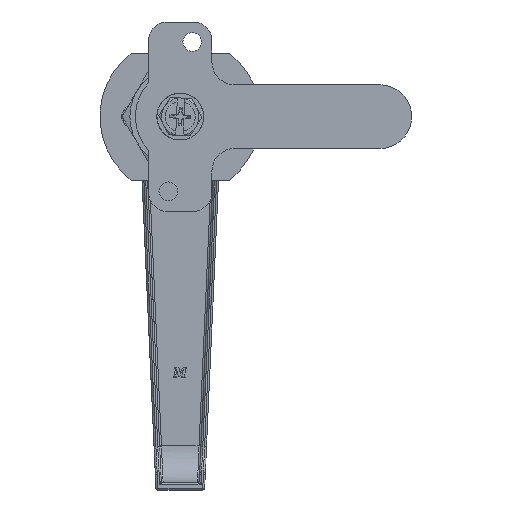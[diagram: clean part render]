
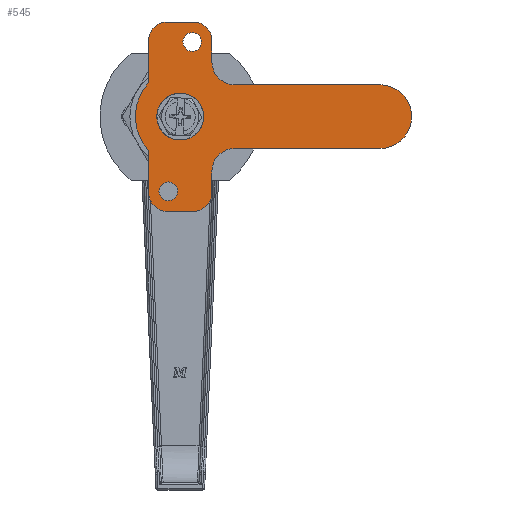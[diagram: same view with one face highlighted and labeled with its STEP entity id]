
A CAD part, front view. The second image highlights one B-rep face of the part: STEP entity #545.
In plain terms, the highlighted planar face has unit normal (0, -1, 0).
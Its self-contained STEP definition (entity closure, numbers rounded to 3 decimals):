
#545=ADVANCED_FACE('',(#1275,#1276,#1277,#1278),#1279,.F.);
#1275=FACE_OUTER_BOUND('',#4844,.T.);
#1276=FACE_BOUND('',#4845,.T.);
#1277=FACE_BOUND('',#4846,.T.);
#1278=FACE_BOUND('',#4847,.T.);
#1279=PLANE('',#4848);
#4844=EDGE_LOOP('',(#6963,#6964,#6965,#6966,#6967,#6968,#6969,#6970,#6971,#6972,#6973,#6974,#6975,#6976,#6977,#6978));
#4845=EDGE_LOOP('',(#6979));
#4846=EDGE_LOOP('',(#6980,#6981,#6982,#6983));
#4847=EDGE_LOOP('',(#6984));
#4848=AXIS2_PLACEMENT_3D('',#6985,#6986,#6987);
#6963=ORIENTED_EDGE('',*,*,#10184,.F.);
#6964=ORIENTED_EDGE('',*,*,#10185,.T.);
#6965=ORIENTED_EDGE('',*,*,#10186,.F.);
#6966=ORIENTED_EDGE('',*,*,#10182,.T.);
#6967=ORIENTED_EDGE('',*,*,#10187,.F.);
#6968=ORIENTED_EDGE('',*,*,#10188,.T.);
#6969=ORIENTED_EDGE('',*,*,#10189,.F.);
#6970=ORIENTED_EDGE('',*,*,#10190,.F.);
#6971=ORIENTED_EDGE('',*,*,#10191,.F.);
#6972=ORIENTED_EDGE('',*,*,#10192,.T.);
#6973=ORIENTED_EDGE('',*,*,#10193,.F.);
#6974=ORIENTED_EDGE('',*,*,#10194,.T.);
#6975=ORIENTED_EDGE('',*,*,#10176,.F.);
#6976=ORIENTED_EDGE('',*,*,#10195,.T.);
#6977=ORIENTED_EDGE('',*,*,#10172,.F.);
#6978=ORIENTED_EDGE('',*,*,#10196,.F.);
#6979=ORIENTED_EDGE('',*,*,#10197,.F.);
#6980=ORIENTED_EDGE('',*,*,#10198,.F.);
#6981=ORIENTED_EDGE('',*,*,#10167,.F.);
#6982=ORIENTED_EDGE('',*,*,#10164,.F.);
#6983=ORIENTED_EDGE('',*,*,#10171,.F.);
#6984=ORIENTED_EDGE('',*,*,#10199,.F.);
#6985=CARTESIAN_POINT('',(53.45,-3.5,0.));
#6986=DIRECTION('',(0.0,1.0,0.));
#6987=DIRECTION('',(1.0,0.0,0.0));
#10164=EDGE_CURVE('',#11777,#11779,#11780,.T.);
#10167=EDGE_CURVE('',#11779,#11784,#11785,.T.);
#10171=EDGE_CURVE('',#11789,#11777,#11791,.T.);
#10172=EDGE_CURVE('',#11792,#11793,#11794,.T.);
#10176=EDGE_CURVE('',#11800,#11801,#11802,.T.);
#10182=EDGE_CURVE('',#11813,#11811,#11814,.T.);
#10184=EDGE_CURVE('',#11816,#11817,#11818,.T.);
#10185=EDGE_CURVE('',#11816,#11819,#11820,.T.);
#10186=EDGE_CURVE('',#11813,#11819,#11821,.T.);
#10187=EDGE_CURVE('',#11822,#11811,#11823,.T.);
#10188=EDGE_CURVE('',#11822,#11824,#11825,.T.);
#10189=EDGE_CURVE('',#11826,#11824,#11827,.T.);
#10190=EDGE_CURVE('',#11828,#11826,#11829,.T.);
#10191=EDGE_CURVE('',#11830,#11828,#11831,.T.);
#10192=EDGE_CURVE('',#11830,#11832,#11833,.T.);
#10193=EDGE_CURVE('',#11834,#11832,#11835,.T.);
#10194=EDGE_CURVE('',#11834,#11801,#11836,.T.);
#10195=EDGE_CURVE('',#11800,#11793,#11837,.T.);
#10196=EDGE_CURVE('',#11817,#11792,#11838,.T.);
#10197=EDGE_CURVE('',#11839,#11839,#11840,.T.);
#10198=EDGE_CURVE('',#11784,#11789,#11841,.T.);
#10199=EDGE_CURVE('',#11842,#11842,#11843,.T.);
#11777=VERTEX_POINT('',#16257);
#11779=VERTEX_POINT('',#16260);
#11780=LINE('',#16261,#16262);
#11784=VERTEX_POINT('',#16268);
#11785=LINE('',#16269,#16270);
#11789=VERTEX_POINT('',#16276);
#11791=LINE('',#16279,#16280);
#11792=VERTEX_POINT('',#16281);
#11793=VERTEX_POINT('',#16282);
#11794=LINE('',#16283,#16284);
#11800=VERTEX_POINT('',#16293);
#11801=VERTEX_POINT('',#16294);
#11802=LINE('',#16295,#16296);
#11811=VERTEX_POINT('',#16308);
#11813=VERTEX_POINT('',#16311);
#11814=CIRCLE('',#16312,5.0);
#11816=VERTEX_POINT('',#16315);
#11817=VERTEX_POINT('',#16316);
#11818=LINE('',#16317,#16318);
#11819=VERTEX_POINT('',#16319);
#11820=CIRCLE('',#16320,5.0);
#11821=LINE('',#16321,#16322);
#11822=VERTEX_POINT('',#16323);
#11823=LINE('',#16324,#16325);
#11824=VERTEX_POINT('',#16326);
#11825=CIRCLE('',#16327,6.0);
#11826=VERTEX_POINT('',#16328);
#11827=LINE('',#16329,#16330);
#11828=VERTEX_POINT('',#16331);
#11829=CIRCLE('',#16332,8.55);
#11830=VERTEX_POINT('',#16333);
#11831=LINE('',#16334,#16335);
#11832=VERTEX_POINT('',#16336);
#11833=CIRCLE('',#16337,6.0);
#11834=VERTEX_POINT('',#16338);
#11835=LINE('',#16339,#16340);
#11836=CIRCLE('',#16341,5.0);
#11837=CIRCLE('',#16342,5.0);
#11838=CIRCLE('',#16343,13.5);
#11839=VERTEX_POINT('',#16344);
#11840=CIRCLE('',#16345,2.5);
#11841=LINE('',#16346,#16347);
#11842=VERTEX_POINT('',#16348);
#11843=CIRCLE('',#16349,2.5);
#16257=CARTESIAN_POINT('',(4.05,-3.5,-4.05));
#16260=CARTESIAN_POINT('',(4.05,-3.5,4.05));
#16261=CARTESIAN_POINT('',(4.05,-3.5,-4.05));
#16262=VECTOR('',#19659,1.0);
#16268=CARTESIAN_POINT('',(-4.05,-3.5,4.05));
#16269=CARTESIAN_POINT('',(4.05,-3.5,4.05));
#16270=VECTOR('',#19662,1.0);
#16276=CARTESIAN_POINT('',(-4.05,-3.5,-4.05));
#16279=CARTESIAN_POINT('',(-4.05,-3.5,-4.05));
#16280=VECTOR('',#19666,1.0);
#16281=CARTESIAN_POINT('',(-8.5,-3.5,9.069));
#16282=CARTESIAN_POINT('',(-8.5,-3.5,20.35));
#16283=CARTESIAN_POINT('',(-8.5,-3.5,9.069));
#16284=VECTOR('',#19667,1.0);
#16293=CARTESIAN_POINT('',(-3.5,-3.5,25.35));
#16294=CARTESIAN_POINT('',(3.5,-3.5,25.35));
#16295=CARTESIAN_POINT('',(-8.5,-3.5,25.35));
#16296=VECTOR('',#19671,1.0);
#16308=CARTESIAN_POINT('',(8.5,-3.5,-20.35));
#16311=CARTESIAN_POINT('',(3.5,-3.5,-25.35));
#16312=AXIS2_PLACEMENT_3D('',#19679,#19680,#19681);
#16315=CARTESIAN_POINT('',(-8.5,-3.5,-20.35));
#16316=CARTESIAN_POINT('',(-8.5,-3.5,-9.069));
#16317=CARTESIAN_POINT('',(-8.5,-3.5,-25.35));
#16318=VECTOR('',#19683,1.0);
#16319=CARTESIAN_POINT('',(-3.5,-3.5,-25.35));
#16320=AXIS2_PLACEMENT_3D('',#19684,#19685,#19686);
#16321=CARTESIAN_POINT('',(8.5,-3.5,-25.35));
#16322=VECTOR('',#19687,1.0);
#16323=CARTESIAN_POINT('',(8.5,-3.5,-14.55));
#16324=CARTESIAN_POINT('',(8.5,-3.5,-8.55));
#16325=VECTOR('',#19688,1.0);
#16326=CARTESIAN_POINT('',(14.5,-3.5,-8.55));
#16327=AXIS2_PLACEMENT_3D('',#19689,#19690,#19691);
#16328=CARTESIAN_POINT('',(53.45,-3.5,-8.55));
#16329=CARTESIAN_POINT('',(53.45,-3.5,-8.55));
#16330=VECTOR('',#19692,1.0);
#16331=CARTESIAN_POINT('',(53.45,-3.5,8.55));
#16332=AXIS2_PLACEMENT_3D('',#19693,#19694,#19695);
#16333=CARTESIAN_POINT('',(14.5,-3.5,8.55));
#16334=CARTESIAN_POINT('',(8.5,-3.5,8.55));
#16335=VECTOR('',#19696,1.0);
#16336=CARTESIAN_POINT('',(8.5,-3.5,14.55));
#16337=AXIS2_PLACEMENT_3D('',#19697,#19698,#19699);
#16338=CARTESIAN_POINT('',(8.5,-3.5,20.35));
#16339=CARTESIAN_POINT('',(8.5,-3.5,25.35));
#16340=VECTOR('',#19700,1.0);
#16341=AXIS2_PLACEMENT_3D('',#19701,#19702,#19703);
#16342=AXIS2_PLACEMENT_3D('',#19704,#19705,#19706);
#16343=AXIS2_PLACEMENT_3D('',#19707,#19708,#19709);
#16344=CARTESIAN_POINT('',(5.7,-3.5,20.));
#16345=AXIS2_PLACEMENT_3D('',#19710,#19711,#19712);
#16346=CARTESIAN_POINT('',(-4.05,-3.5,4.05));
#16347=VECTOR('',#19713,1.0);
#16348=CARTESIAN_POINT('',(-0.7,-3.5,-20.));
#16349=AXIS2_PLACEMENT_3D('',#19714,#19715,#19716);
#19659=DIRECTION('',(0.0,0.,1.0));
#19662=DIRECTION('',(-1.0,0.0,0.0));
#19666=DIRECTION('',(1.0,0.0,0.0));
#19667=DIRECTION('',(0.,0.,1.0));
#19671=DIRECTION('',(1.0,0.0,0.0));
#19679=CARTESIAN_POINT('',(3.5,-3.5,-20.35));
#19680=DIRECTION('',(0.0,-1.0,0.));
#19681=DIRECTION('',(-1.0,0.0,0.0));
#19683=DIRECTION('',(0.,0.,1.0));
#19684=CARTESIAN_POINT('',(-3.5,-3.5,-20.35));
#19685=DIRECTION('',(0.0,-1.0,0.));
#19686=DIRECTION('',(-1.0,0.0,0.0));
#19687=DIRECTION('',(-1.0,0.0,0.0));
#19688=DIRECTION('',(0.,0.,-1.0));
#19689=CARTESIAN_POINT('',(14.5,-3.5,-14.55));
#19690=DIRECTION('',(0.0,1.0,0.));
#19691=DIRECTION('',(-1.0,0.0,0.0));
#19692=DIRECTION('',(-1.0,0.0,0.0));
#19693=CARTESIAN_POINT('',(53.45,-3.5,0.));
#19694=DIRECTION('',(0.0,1.0,0.));
#19695=DIRECTION('',(1.0,0.0,0.0));
#19696=DIRECTION('',(1.0,0.0,0.0));
#19697=CARTESIAN_POINT('',(14.5,-3.5,14.55));
#19698=DIRECTION('',(0.0,1.0,0.));
#19699=DIRECTION('',(-1.0,0.0,0.0));
#19700=DIRECTION('',(0.,0.,-1.0));
#19701=CARTESIAN_POINT('',(3.5,-3.5,20.35));
#19702=DIRECTION('',(0.0,-1.0,0.));
#19703=DIRECTION('',(-1.0,0.0,0.0));
#19704=CARTESIAN_POINT('',(-3.5,-3.5,20.35));
#19705=DIRECTION('',(0.0,-1.0,0.));
#19706=DIRECTION('',(-1.0,0.0,0.0));
#19707=CARTESIAN_POINT('',(1.5,-3.5,0.));
#19708=DIRECTION('',(0.0,1.0,0.));
#19709=DIRECTION('',(1.0,0.0,0.0));
#19710=CARTESIAN_POINT('',(3.2,-3.5,20.));
#19711=DIRECTION('',(0.0,-1.0,0.));
#19712=DIRECTION('',(1.0,0.0,0.0));
#19713=DIRECTION('',(0.0,0.,-1.0));
#19714=CARTESIAN_POINT('',(-3.2,-3.5,-20.));
#19715=DIRECTION('',(0.0,-1.0,0.));
#19716=DIRECTION('',(1.0,0.0,0.0));
